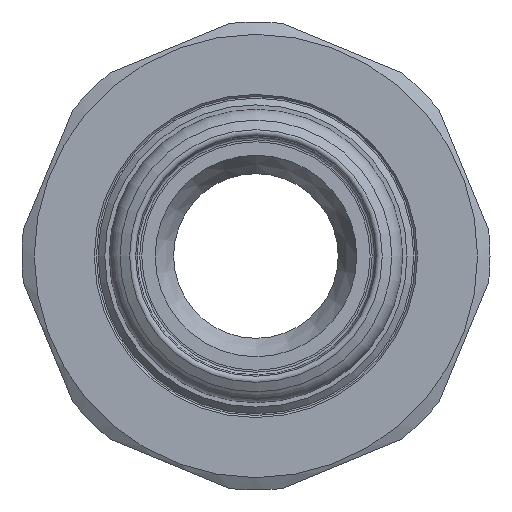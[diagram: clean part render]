
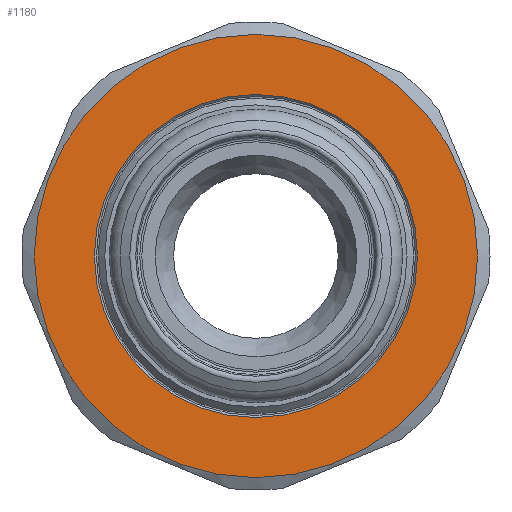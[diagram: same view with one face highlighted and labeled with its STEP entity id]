
A CAD part, left-side view. The second image highlights one B-rep face of the part: STEP entity #1180.
In plain terms, the highlighted planar face has unit normal (-1, 0, 0).
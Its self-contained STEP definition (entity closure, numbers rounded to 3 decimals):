
#69=FACE_BOUND('',#204,.T.);
#80=PLANE('',#1344);
#126=FACE_OUTER_BOUND('',#203,.T.);
#203=EDGE_LOOP('',(#812));
#204=EDGE_LOOP('',(#813));
#403=CIRCLE('',#1343,24.05);
#404=CIRCLE('',#1345,33.);
#505=VERTEX_POINT('',#1968);
#506=VERTEX_POINT('',#1972);
#622=EDGE_CURVE('',#505,#505,#403,.T.);
#624=EDGE_CURVE('',#506,#506,#404,.T.);
#812=ORIENTED_EDGE('',*,*,#624,.T.);
#813=ORIENTED_EDGE('',*,*,#622,.F.);
#1180=ADVANCED_FACE('',(#126,#69),#80,.T.);
#1343=AXIS2_PLACEMENT_3D('',#1969,#1544,#1545);
#1344=AXIS2_PLACEMENT_3D('',#1971,#1547,#1548);
#1345=AXIS2_PLACEMENT_3D('',#1973,#1549,#1550);
#1544=DIRECTION('center_axis',(-1.,0.,0.));
#1545=DIRECTION('ref_axis',(0.,1.,0.));
#1547=DIRECTION('center_axis',(-1.,0.,0.));
#1548=DIRECTION('ref_axis',(0.,0.,1.));
#1549=DIRECTION('center_axis',(-1.,0.,0.));
#1550=DIRECTION('ref_axis',(0.,1.,0.));
#1968=CARTESIAN_POINT('',(-23.,-24.05,0.));
#1969=CARTESIAN_POINT('Origin',(-23.,0.,0.));
#1971=CARTESIAN_POINT('Origin',(-23.,0.,0.));
#1972=CARTESIAN_POINT('',(-23.,-33.,0.));
#1973=CARTESIAN_POINT('Origin',(-23.,0.,0.));
